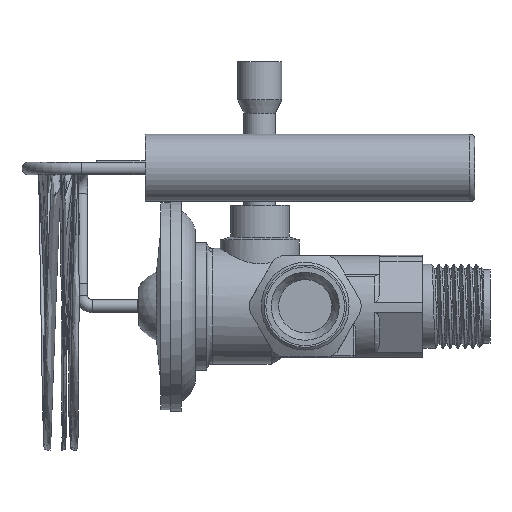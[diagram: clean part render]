
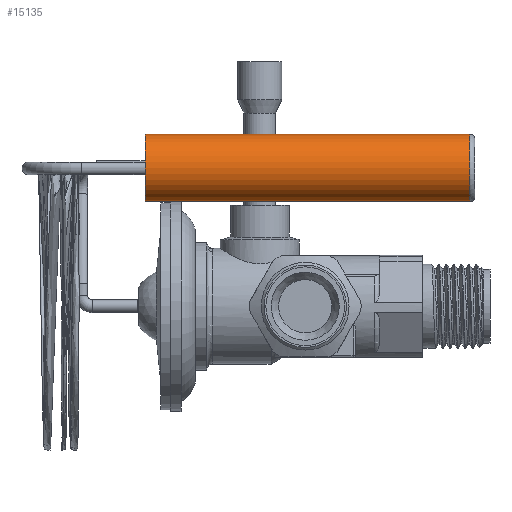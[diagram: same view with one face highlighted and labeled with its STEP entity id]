
A CAD part, left-side view. The second image highlights one B-rep face of the part: STEP entity #15135.
In plain terms, the highlighted cylindrical face has radius 6.35 mm (diameter 12.7 mm), a full revolution.
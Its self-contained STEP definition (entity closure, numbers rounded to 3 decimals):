
#13634=CARTESIAN_POINT('',(-57.33,19.952,88.216));
#13635=VERTEX_POINT('',#13634);
#13636=CARTESIAN_POINT('',(-44.63,19.952,88.216));
#13637=VERTEX_POINT('',#13636);
#13638=CARTESIAN_POINT('',(-50.98,19.952,88.216));
#13639=DIRECTION('',(-0.,1.,0.));
#13640=DIRECTION('',(-1.,-0.,-0.));
#13641=AXIS2_PLACEMENT_3D('',#13638,#13639,#13640);
#13642=CIRCLE('',#13641,6.35);
#13643=EDGE_CURVE('NONE',#13635,#13637,#13642,.T.);
#13645=CARTESIAN_POINT('',(-50.98,19.952,88.216));
#13646=DIRECTION('',(-0.,1.,0.));
#13647=DIRECTION('',(-1.,-0.,-0.));
#13648=AXIS2_PLACEMENT_3D('',#13645,#13646,#13647);
#13649=CIRCLE('',#13648,6.35);
#13650=EDGE_CURVE('NONE',#13637,#13635,#13649,.T.);
#15101=CARTESIAN_POINT('',(-50.98,11.114,88.216));
#15102=DIRECTION('',(-0.,1.,0.));
#15103=DIRECTION('',(-1.,-0.,-0.));
#15104=AXIS2_PLACEMENT_3D('',#15101,#15102,#15103);
#15105=CYLINDRICAL_SURFACE('',#15104,6.35);
#15106=CARTESIAN_POINT('',(-57.33,-41.048,88.216));
#15107=VERTEX_POINT('',#15106);
#15108=CARTESIAN_POINT('',(-57.33,19.952,88.216));
#15109=DIRECTION('',(0.,-1.,-0.));
#15110=VECTOR('',#15109,61.);
#15111=LINE('',#15108,#15110);
#15112=EDGE_CURVE('',#13635,#15107,#15111,.T.);
#15113=ORIENTED_EDGE('',*,*,#15112,.T.);
#15114=CARTESIAN_POINT('',(-44.63,-41.048,88.216));
#15115=VERTEX_POINT('',#15114);
#15116=CARTESIAN_POINT('',(-50.98,-41.048,88.216));
#15117=DIRECTION('',(-0.,1.,0.));
#15118=DIRECTION('',(-1.,-0.,-0.));
#15119=AXIS2_PLACEMENT_3D('',#15116,#15117,#15118);
#15120=CIRCLE('',#15119,6.35);
#15121=EDGE_CURVE('NONE',#15107,#15115,#15120,.T.);
#15122=ORIENTED_EDGE('',*,*,#15121,.T.);
#15123=CARTESIAN_POINT('',(-50.98,-41.048,88.216));
#15124=DIRECTION('',(-0.,1.,0.));
#15125=DIRECTION('',(-1.,-0.,-0.));
#15126=AXIS2_PLACEMENT_3D('',#15123,#15124,#15125);
#15127=CIRCLE('',#15126,6.35);
#15128=EDGE_CURVE('NONE',#15115,#15107,#15127,.T.);
#15129=ORIENTED_EDGE('',*,*,#15128,.T.);
#15130=ORIENTED_EDGE('',*,*,#15112,.F.);
#15131=ORIENTED_EDGE('',*,*,#13650,.F.);
#15132=ORIENTED_EDGE('',*,*,#13643,.F.);
#15133=EDGE_LOOP('',(#15113,#15122,#15129,#15130,#15131,#15132));
#15134=FACE_BOUND('',#15133,.T.);
#15135=ADVANCED_FACE('NONE',(#15134),#15105,.T.);
